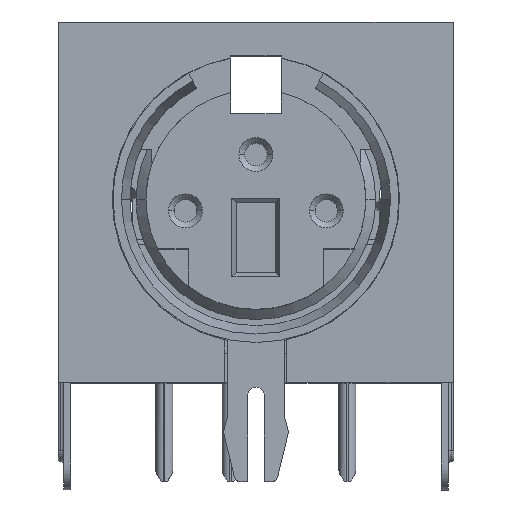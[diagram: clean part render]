
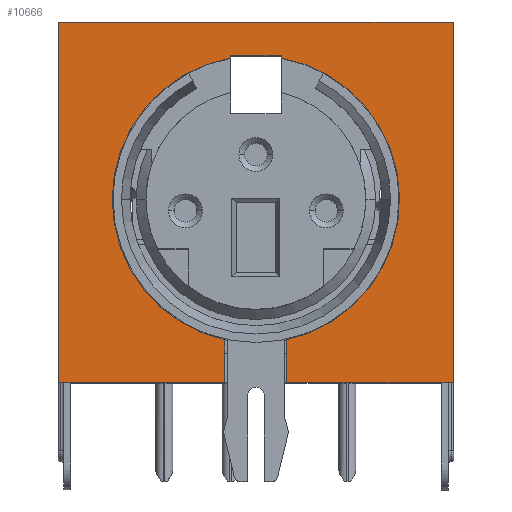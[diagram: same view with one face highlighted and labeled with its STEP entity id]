
A CAD part, top view. The second image highlights one B-rep face of the part: STEP entity #10666.
In plain terms, the highlighted planar face has unit normal (0, 0, 1).
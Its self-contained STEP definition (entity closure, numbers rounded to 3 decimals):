
#9947 = VERTEX_POINT('',#9948);
#9948 = CARTESIAN_POINT('',(6.1,11.52,0.));
#9981 = VERTEX_POINT('',#9982);
#9982 = CARTESIAN_POINT('',(1.9,6.5,0.));
#9988 = EDGE_CURVE('',#9981,#9947,#9989,.T.);
#9989 = CIRCLE('',#9990,5.1);
#9990 = AXIS2_PLACEMENT_3D('',#9991,#9992,#9993);
#9991 = CARTESIAN_POINT('',(7.,6.5,0.));
#9992 = DIRECTION('',(0.,0.,-1.));
#9993 = DIRECTION('',(-0.216,-0.976,0.
    ));
#10647 = VERTEX_POINT('',#10648);
#10648 = CARTESIAN_POINT('',(5.9,1.52,0.));
#10654 = EDGE_CURVE('',#10647,#9981,#10655,.T.);
#10655 = CIRCLE('',#10656,5.1);
#10656 = AXIS2_PLACEMENT_3D('',#10657,#10658,#10659);
#10657 = CARTESIAN_POINT('',(7.,6.5,0.));
#10658 = DIRECTION('',(0.,0.,-1.));
#10659 = DIRECTION('',(-0.216,-0.976,
    0.));
#10666 = ADVANCED_FACE('',(#10667),#10758,.T.);
#10667 = FACE_BOUND('',#10668,.T.);
#10668 = EDGE_LOOP('',(#10669,#10679,#10688,#10696,#10704,#10712,#10720,
    #10728,#10736,#10742,#10743,#10744,#10752));
#10669 = ORIENTED_EDGE('',*,*,#10670,.T.);
#10670 = EDGE_CURVE('',#10671,#10673,#10675,.T.);
#10671 = VERTEX_POINT('',#10672);
#10672 = CARTESIAN_POINT('',(7.9,11.6,0.));
#10673 = VERTEX_POINT('',#10674);
#10674 = CARTESIAN_POINT('',(7.9,11.52,0.));
#10675 = LINE('',#10676,#10677);
#10676 = CARTESIAN_POINT('',(7.9,9.,0.));
#10677 = VECTOR('',#10678,1.);
#10678 = DIRECTION('',(0.,-1.,0.));
#10679 = ORIENTED_EDGE('',*,*,#10680,.T.);
#10680 = EDGE_CURVE('',#10673,#10681,#10683,.T.);
#10681 = VERTEX_POINT('',#10682);
#10682 = CARTESIAN_POINT('',(8.1,1.52,0.));
#10683 = CIRCLE('',#10684,5.1);
#10684 = AXIS2_PLACEMENT_3D('',#10685,#10686,#10687);
#10685 = CARTESIAN_POINT('',(7.,6.5,0.));
#10686 = DIRECTION('',(0.,0.,-1.));
#10687 = DIRECTION('',(-0.216,-0.976,
    0.));
#10688 = ORIENTED_EDGE('',*,*,#10689,.T.);
#10689 = EDGE_CURVE('',#10681,#10690,#10692,.T.);
#10690 = VERTEX_POINT('',#10691);
#10691 = CARTESIAN_POINT('',(8.1,0.,0.));
#10692 = LINE('',#10693,#10694);
#10693 = CARTESIAN_POINT('',(8.1,3.96,0.));
#10694 = VECTOR('',#10695,1.);
#10695 = DIRECTION('',(0.,-1.,0.));
#10696 = ORIENTED_EDGE('',*,*,#10697,.F.);
#10697 = EDGE_CURVE('',#10698,#10690,#10700,.T.);
#10698 = VERTEX_POINT('',#10699);
#10699 = CARTESIAN_POINT('',(14.,0.,0.));
#10700 = LINE('',#10701,#10702);
#10701 = CARTESIAN_POINT('',(14.,0.,0.));
#10702 = VECTOR('',#10703,1.);
#10703 = DIRECTION('',(-1.,0.,0.));
#10704 = ORIENTED_EDGE('',*,*,#10705,.F.);
#10705 = EDGE_CURVE('',#10706,#10698,#10708,.T.);
#10706 = VERTEX_POINT('',#10707);
#10707 = CARTESIAN_POINT('',(14.,12.8,0.));
#10708 = LINE('',#10709,#10710);
#10709 = CARTESIAN_POINT('',(14.,12.8,0.));
#10710 = VECTOR('',#10711,1.);
#10711 = DIRECTION('',(0.,-1.,0.));
#10712 = ORIENTED_EDGE('',*,*,#10713,.F.);
#10713 = EDGE_CURVE('',#10714,#10706,#10716,.T.);
#10714 = VERTEX_POINT('',#10715);
#10715 = CARTESIAN_POINT('',(0.,12.8,0.));
#10716 = LINE('',#10717,#10718);
#10717 = CARTESIAN_POINT('',(0.,12.8,0.));
#10718 = VECTOR('',#10719,1.);
#10719 = DIRECTION('',(1.,0.,0.));
#10720 = ORIENTED_EDGE('',*,*,#10721,.F.);
#10721 = EDGE_CURVE('',#10722,#10714,#10724,.T.);
#10722 = VERTEX_POINT('',#10723);
#10723 = CARTESIAN_POINT('',(0.,0.,0.));
#10724 = LINE('',#10725,#10726);
#10725 = CARTESIAN_POINT('',(0.,0.,0.));
#10726 = VECTOR('',#10727,1.);
#10727 = DIRECTION('',(0.,1.,0.));
#10728 = ORIENTED_EDGE('',*,*,#10729,.F.);
#10729 = EDGE_CURVE('',#10730,#10722,#10732,.T.);
#10730 = VERTEX_POINT('',#10731);
#10731 = CARTESIAN_POINT('',(5.9,0.,0.));
#10732 = LINE('',#10733,#10734);
#10733 = CARTESIAN_POINT('',(14.,0.,0.));
#10734 = VECTOR('',#10735,1.);
#10735 = DIRECTION('',(-1.,0.,0.));
#10736 = ORIENTED_EDGE('',*,*,#10737,.T.);
#10737 = EDGE_CURVE('',#10730,#10647,#10738,.T.);
#10738 = LINE('',#10739,#10740);
#10739 = CARTESIAN_POINT('',(5.9,3.2,0.));
#10740 = VECTOR('',#10741,1.);
#10741 = DIRECTION('',(0.,1.,0.));
#10742 = ORIENTED_EDGE('',*,*,#10654,.T.);
#10743 = ORIENTED_EDGE('',*,*,#9988,.T.);
#10744 = ORIENTED_EDGE('',*,*,#10745,.T.);
#10745 = EDGE_CURVE('',#9947,#10746,#10748,.T.);
#10746 = VERTEX_POINT('',#10747);
#10747 = CARTESIAN_POINT('',(6.1,11.6,0.));
#10748 = LINE('',#10749,#10750);
#10749 = CARTESIAN_POINT('',(6.1,7.975,0.));
#10750 = VECTOR('',#10751,1.);
#10751 = DIRECTION('',(0.,1.,0.));
#10752 = ORIENTED_EDGE('',*,*,#10753,.T.);
#10753 = EDGE_CURVE('',#10746,#10671,#10754,.T.);
#10754 = LINE('',#10755,#10756);
#10755 = CARTESIAN_POINT('',(6.55,11.6,0.));
#10756 = VECTOR('',#10757,1.);
#10757 = DIRECTION('',(1.,0.,0.));
#10758 = PLANE('',#10759);
#10759 = AXIS2_PLACEMENT_3D('',#10760,#10761,#10762);
#10760 = CARTESIAN_POINT('',(7.,6.4,0.));
#10761 = DIRECTION('',(0.,0.,1.));
#10762 = DIRECTION('',(1.,0.,0.));
